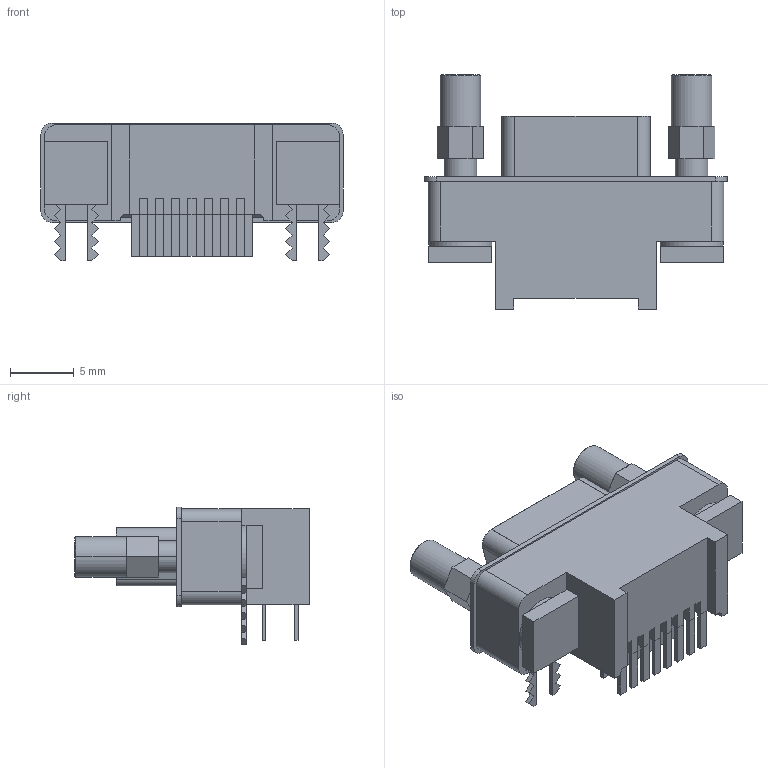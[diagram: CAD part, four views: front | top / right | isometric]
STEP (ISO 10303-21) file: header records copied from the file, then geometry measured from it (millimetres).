
FILE_DESCRIPTION((''),'2;1');
FILE_NAME('MOLEX_83612-9020.stp','2013-10-29T14:30:18',(''),(''),'Mechanical Desktop 2011','Mechanical Desktop 2011',', , ');
FILE_SCHEMA(('AUTOMOTIVE_DESIGN { 1 2 10303 214 1 1 1 1 }'));
Length unit declared in the file: millimetre
Products named in the file (1): Product
Bounding box: 23.75 x 18.41 x 10.84 mm (x, y, z)
Volume: 1553 mm3; surface area: 2575.6 mm2
Topology: 40 solids, 40 shells, 389 faces, 899 edges, 592 vertices
Faces by surface type: plane 273, cylinder 96, bspline 12, cone 8
Entity records: 11061 total; most frequent: CARTESIAN_POINT 1917, DIRECTION 1867, ORIENTED_EDGE 1798, EDGE_CURVE 899, VECTOR 687, LINE 687, VERTEX_POINT 592, AXIS2_PLACEMENT_3D 590
